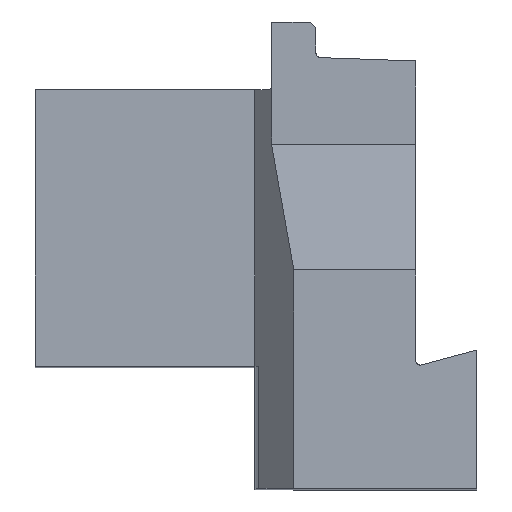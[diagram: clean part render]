
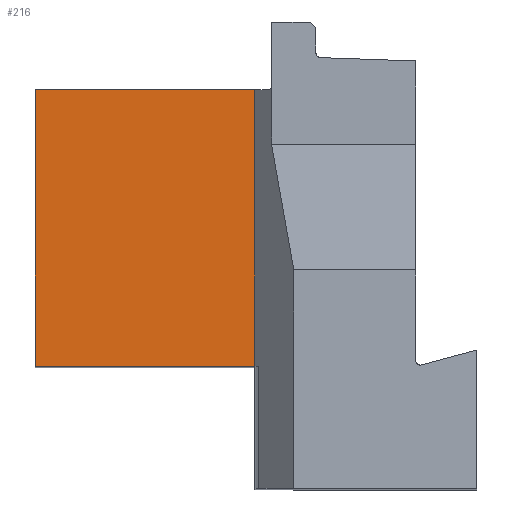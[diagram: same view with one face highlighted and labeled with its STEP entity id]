
A CAD part, top view. The second image highlights one B-rep face of the part: STEP entity #216.
In plain terms, the highlighted planar face has unit normal (0, 0, 1).
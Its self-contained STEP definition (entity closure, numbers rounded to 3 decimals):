
#216=ADVANCED_FACE('',(#269),#244,.T.);
#244=PLANE('',#809);
#269=FACE_OUTER_BOUND('',#298,.T.);
#298=EDGE_LOOP('',(#469,#470,#471,#472));
#328=LINE('',#1015,#394);
#333=LINE('',#1032,#399);
#334=LINE('',#1033,#400);
#335=LINE('',#1035,#401);
#394=VECTOR('',#860,1.);
#399=VECTOR('',#875,1.);
#400=VECTOR('',#876,1.);
#401=VECTOR('',#877,1.);
#469=ORIENTED_EDGE('',*,*,#673,.F.);
#470=ORIENTED_EDGE('',*,*,#674,.T.);
#471=ORIENTED_EDGE('',*,*,#675,.F.);
#472=ORIENTED_EDGE('',*,*,#665,.F.);
#612=VERTEX_POINT('',#1007);
#615=VERTEX_POINT('',#1014);
#616=VERTEX_POINT('',#1016);
#623=VERTEX_POINT('',#1034);
#665=EDGE_CURVE('',#615,#616,#328,.T.);
#673=EDGE_CURVE('',#612,#615,#333,.T.);
#674=EDGE_CURVE('',#612,#623,#334,.T.);
#675=EDGE_CURVE('',#616,#623,#335,.T.);
#809=AXIS2_PLACEMENT_3D('',#1036,#878,#879);
#860=DIRECTION('',(0.,1.,0.));
#875=DIRECTION('',(-1.,0.,0.));
#876=DIRECTION('',(0.,1.,0.));
#877=DIRECTION('',(1.,0.,0.));
#878=DIRECTION('',(0.,0.,1.));
#879=DIRECTION('',(-1.,0.,0.));
#1007=CARTESIAN_POINT('',(0.,-12.95,0.));
#1014=CARTESIAN_POINT('',(-19.8,-12.95,0.));
#1015=CARTESIAN_POINT('',(-19.8,11.95,0.));
#1016=CARTESIAN_POINT('',(-19.8,11.95,0.));
#1032=CARTESIAN_POINT('',(-24.8,-12.95,0.));
#1033=CARTESIAN_POINT('',(0.,57.05,0.));
#1034=CARTESIAN_POINT('',(0.,11.95,0.));
#1035=CARTESIAN_POINT('',(1.5,11.95,0.));
#1036=CARTESIAN_POINT('',(0.,57.05,0.));
